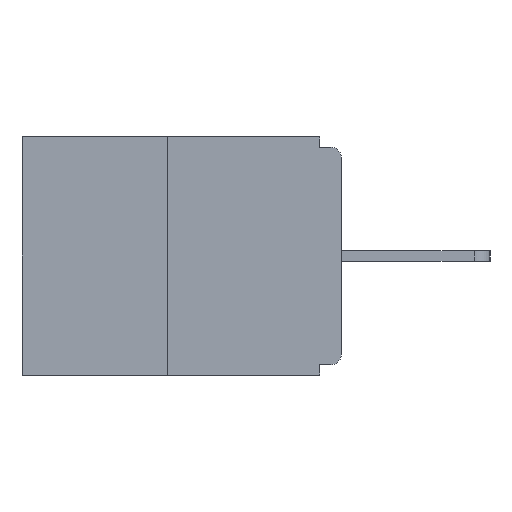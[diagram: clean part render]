
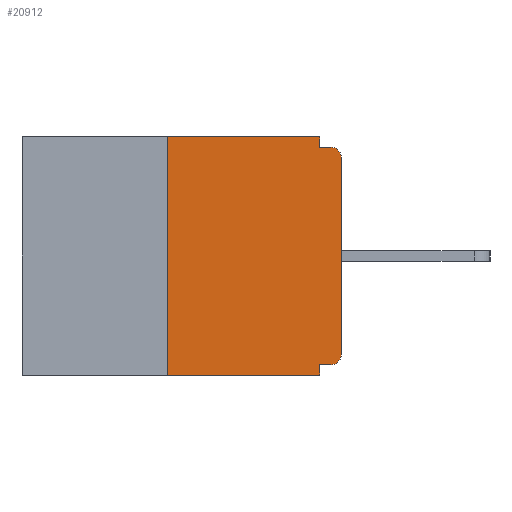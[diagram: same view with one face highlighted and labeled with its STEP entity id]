
A CAD part, left-side view. The second image highlights one B-rep face of the part: STEP entity #20912.
In plain terms, the highlighted planar face has unit normal (-1, 0, 0).
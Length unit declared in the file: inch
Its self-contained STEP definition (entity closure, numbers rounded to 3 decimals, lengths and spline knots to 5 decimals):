
#159 = CARTESIAN_POINT ( 'NONE',  ( 0., 0.015, -0.015 ) ) ;
#182 = VECTOR ( 'NONE', #18341, 39.37008 ) ;
#350 = LINE ( 'NONE', #1959, #19128 ) ;
#574 = CARTESIAN_POINT ( 'NONE',  ( 0., 0.25, 0. ) ) ;
#829 = VERTEX_POINT ( 'NONE', #14660 ) ;
#863 = DIRECTION ( 'NONE',  ( 0., 0., -1. ) ) ;
#1121 = DIRECTION ( 'NONE',  ( 1., 0., 0. ) ) ;
#1692 = ORIENTED_EDGE ( 'NONE', *, *, #11340, .F. ) ;
#1959 = CARTESIAN_POINT ( 'NONE',  ( 0., 0.46, 0. ) ) ;
#2961 = EDGE_CURVE ( 'NONE', #11055, #3559, #350, .T. ) ;
#3559 = VERTEX_POINT ( 'NONE', #21678 ) ;
#3805 = VERTEX_POINT ( 'NONE', #14833 ) ;
#3892 = EDGE_CURVE ( 'NONE', #18694, #20637, #15369, .T. ) ;
#4351 = DIRECTION ( 'NONE',  ( 0., 0., -1. ) ) ;
#4661 = CARTESIAN_POINT ( 'NONE',  ( 0., 0.46, 0. ) ) ;
#5654 = CIRCLE ( 'NONE', #6851, 0.015 ) ;
#6108 = EDGE_CURVE ( 'NONE', #12753, #7143, #5654, .T. ) ;
#6384 = CARTESIAN_POINT ( 'NONE',  ( 0., 0.015, -0.03 ) ) ;
#6851 = AXIS2_PLACEMENT_3D ( 'NONE', #6384, #13894, #863 ) ;
#7143 = VERTEX_POINT ( 'NONE', #159 ) ;
#7287 = CARTESIAN_POINT ( 'NONE',  ( 0., 0., -0.313 ) ) ;
#7371 = CARTESIAN_POINT ( 'NONE',  ( 0., 0., -0.03 ) ) ;
#7430 = LINE ( 'NONE', #11244, #18686 ) ;
#7686 = CARTESIAN_POINT ( 'NONE',  ( 0., 0.015, -0.328 ) ) ;
#7799 = CARTESIAN_POINT ( 'NONE',  ( 0., 0.031, -0.328 ) ) ;
#7843 = CARTESIAN_POINT ( 'NONE',  ( 0., 0.25, 0. ) ) ;
#7908 = EDGE_CURVE ( 'NONE', #20637, #12753, #24063, .T. ) ;
#8238 = VERTEX_POINT ( 'NONE', #7799 ) ;
#8916 = VECTOR ( 'NONE', #17963, 39.37008 ) ;
#9304 = CARTESIAN_POINT ( 'NONE',  ( 0., 0., -0.328 ) ) ;
#11018 = DIRECTION ( 'NONE',  ( 0., 1., 0. ) ) ;
#11055 = VERTEX_POINT ( 'NONE', #7843 ) ;
#11135 = DIRECTION ( 'NONE',  ( 0., -1., 0. ) ) ;
#11187 = ORIENTED_EDGE ( 'NONE', *, *, #3892, .T. ) ;
#11244 = CARTESIAN_POINT ( 'NONE',  ( 0., 0., -0.015 ) ) ;
#11340 = EDGE_CURVE ( 'NONE', #18694, #8238, #13104, .T. ) ;
#11385 = DIRECTION ( 'NONE',  ( -1., 0., 0. ) ) ;
#12399 = VECTOR ( 'NONE', #11018, 39.37008 ) ;
#12753 = VERTEX_POINT ( 'NONE', #7371 ) ;
#13042 = AXIS2_PLACEMENT_3D ( 'NONE', #4661, #1121, #19642 ) ;
#13104 = LINE ( 'NONE', #9304, #12399 ) ;
#13388 = EDGE_CURVE ( 'NONE', #3805, #11055, #19340, .T. ) ;
#13642 = EDGE_CURVE ( 'NONE', #17808, #7143, #7430, .T. ) ;
#13894 = DIRECTION ( 'NONE',  ( -1., 0., 0. ) ) ;
#13926 = EDGE_CURVE ( 'NONE', #8238, #829, #14535, .T. ) ;
#14025 = FACE_OUTER_BOUND ( 'NONE', #21832, .T. ) ;
#14535 = LINE ( 'NONE', #14654, #8916 ) ;
#14654 = CARTESIAN_POINT ( 'NONE',  ( 0., 0.031, -0.343 ) ) ;
#14660 = CARTESIAN_POINT ( 'NONE',  ( 0., 0.031, -0.343 ) ) ;
#14819 = CARTESIAN_POINT ( 'NONE',  ( 0., 0.46, -0.343 ) ) ;
#14833 = CARTESIAN_POINT ( 'NONE',  ( 0., 0.25, -0.343 ) ) ;
#15034 = CARTESIAN_POINT ( 'NONE',  ( 0., 0.031, -0.015 ) ) ;
#15369 = CIRCLE ( 'NONE', #19594, 0.015 ) ;
#15410 = DIRECTION ( 'NONE',  ( 0., -1., 0. ) ) ;
#15939 = CARTESIAN_POINT ( 'NONE',  ( 0., 0.031, 0. ) ) ;
#16219 = ORIENTED_EDGE ( 'NONE', *, *, #24147, .F. ) ;
#17192 = EDGE_CURVE ( 'NONE', #3805, #829, #22288, .T. ) ;
#17520 = DIRECTION ( 'NONE',  ( 0., 0., 1. ) ) ;
#17808 = VERTEX_POINT ( 'NONE', #15034 ) ;
#17909 = ORIENTED_EDGE ( 'NONE', *, *, #17192, .T. ) ;
#17963 = DIRECTION ( 'NONE',  ( 0., 0., -1. ) ) ;
#18216 = LINE ( 'NONE', #15939, #182 ) ;
#18326 = ORIENTED_EDGE ( 'NONE', *, *, #13388, .F. ) ;
#18341 = DIRECTION ( 'NONE',  ( 0., 0., -1. ) ) ;
#18382 = VECTOR ( 'NONE', #11135, 39.37008 ) ;
#18624 = ORIENTED_EDGE ( 'NONE', *, *, #7908, .T. ) ;
#18686 = VECTOR ( 'NONE', #15410, 39.37008 ) ;
#18694 = VERTEX_POINT ( 'NONE', #7686 ) ;
#19007 = DIRECTION ( 'NONE',  ( 0., -1., 0. ) ) ;
#19128 = VECTOR ( 'NONE', #19007, 39.37008 ) ;
#19340 = LINE ( 'NONE', #574, #20244 ) ;
#19594 = AXIS2_PLACEMENT_3D ( 'NONE', #22658, #11385, #4351 ) ;
#19642 = DIRECTION ( 'NONE',  ( 0., 0., -1. ) ) ;
#20054 = VECTOR ( 'NONE', #20939, 39.37008 ) ;
#20244 = VECTOR ( 'NONE', #17520, 39.37008 ) ;
#20492 = CARTESIAN_POINT ( 'NONE',  ( 0., 0., 0. ) ) ;
#20637 = VERTEX_POINT ( 'NONE', #7287 ) ;
#20912 = ADVANCED_FACE ( 'NONE', ( #14025 ), #21480, .F. ) ;
#20939 = DIRECTION ( 'NONE',  ( 0., 0., 1. ) ) ;
#21480 = PLANE ( 'NONE',  #13042 ) ;
#21678 = CARTESIAN_POINT ( 'NONE',  ( 0., 0.031, 0. ) ) ;
#21832 = EDGE_LOOP ( 'NONE', ( #22176, #18326, #17909, #22270, #1692, #11187, #18624, #22759, #22598, #16219 ) ) ;
#22176 = ORIENTED_EDGE ( 'NONE', *, *, #2961, .F. ) ;
#22270 = ORIENTED_EDGE ( 'NONE', *, *, #13926, .F. ) ;
#22288 = LINE ( 'NONE', #14819, #18382 ) ;
#22598 = ORIENTED_EDGE ( 'NONE', *, *, #13642, .F. ) ;
#22658 = CARTESIAN_POINT ( 'NONE',  ( 0., 0.015, -0.313 ) ) ;
#22759 = ORIENTED_EDGE ( 'NONE', *, *, #6108, .T. ) ;
#24063 = LINE ( 'NONE', #20492, #20054 ) ;
#24147 = EDGE_CURVE ( 'NONE', #3559, #17808, #18216, .T. ) ;
